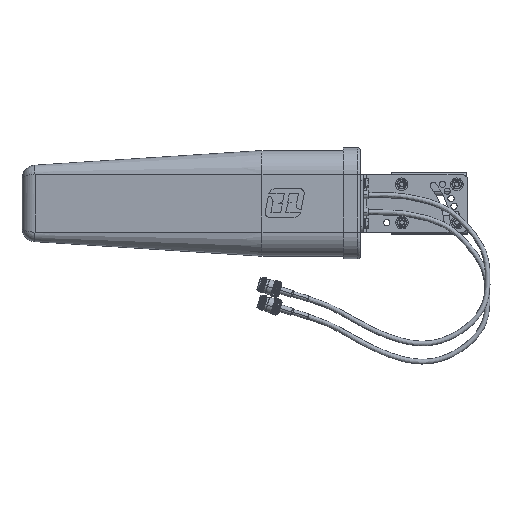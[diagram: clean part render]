
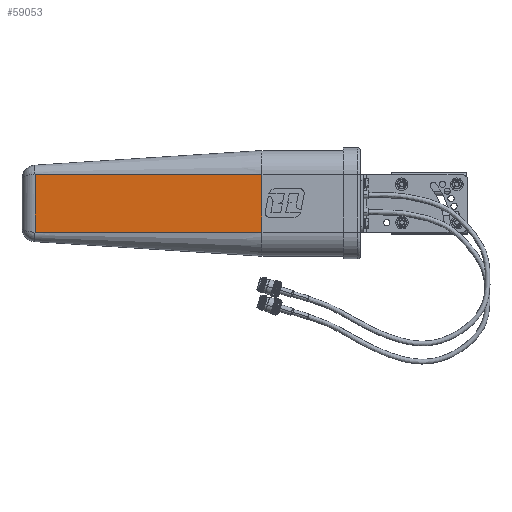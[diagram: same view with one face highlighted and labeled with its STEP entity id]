
A CAD part, top view. The second image highlights one B-rep face of the part: STEP entity #59053.
In plain terms, the highlighted face is planar.
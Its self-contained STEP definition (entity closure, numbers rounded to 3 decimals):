
#20 = CARTESIAN_POINT ( 'NONE',  ( 3146.401, 1744.301, 257.617 ) ) ;
#1481 = DIRECTION ( 'NONE',  ( 0., 1., 0. ) ) ;
#5503 = ORIENTED_EDGE ( 'NONE', *, *, #42709, .T. ) ;
#8631 = VERTEX_POINT ( 'NONE', #45772 ) ;
#9673 = CARTESIAN_POINT ( 'NONE',  ( 3141.358, 1744.301, 336.426 ) ) ;
#11345 = VECTOR ( 'NONE', #51353, 1000. ) ;
#15352 = LINE ( 'NONE', #15671, #11345 ) ;
#15671 = CARTESIAN_POINT ( 'NONE',  ( 3141.358, 1804.301, 336.426 ) ) ;
#22088 = CARTESIAN_POINT ( 'NONE',  ( 3156.489, 1804.301, 100. ) ) ;
#23000 = ORIENTED_EDGE ( 'NONE', *, *, #52682, .F. ) ;
#25284 = CARTESIAN_POINT ( 'NONE',  ( 3151.445, 1744.301, 178.809 ) ) ;
#25539 = AXIS2_PLACEMENT_3D ( 'NONE', #32730, #42122, #63449 ) ;
#26758 = LINE ( 'NONE', #47154, #57087 ) ;
#26784 = ORIENTED_EDGE ( 'NONE', *, *, #31583, .F. ) ;
#27094 = CARTESIAN_POINT ( 'NONE',  ( 3146.401, 1804.301, 257.617 ) ) ;
#31583 = EDGE_CURVE ( 'NONE', #46096, #8631, #61575, .T. ) ;
#32730 = CARTESIAN_POINT ( 'NONE',  ( 3156.489, 1804.301, 100. ) ) ;
#34706 = EDGE_CURVE ( 'NONE', #48071, #8631, #26758, .T. ) ;
#36857 = CARTESIAN_POINT ( 'NONE',  ( 3156.489, 1744.301, 100. ) ) ;
#37105 = CARTESIAN_POINT ( 'NONE',  ( 3141.358, 1804.301, 336.426 ) ) ;
#39082 = ORIENTED_EDGE ( 'NONE', *, *, #34706, .T. ) ;
#40348 = CARTESIAN_POINT ( 'NONE',  ( 3141.358, 1744.301, 336.426 ) ) ;
#40671 = CARTESIAN_POINT ( 'NONE',  ( 3141.358, 1804.301, 336.426 ) ) ;
#42122 = DIRECTION ( 'NONE',  ( 0.998, 0., 0.064 ) ) ;
#42437 = PLANE ( 'NONE',  #25539 ) ;
#42709 = EDGE_CURVE ( 'NONE', #46096, #43854, #15352, .T. ) ;
#43854 = VERTEX_POINT ( 'NONE', #40348 ) ;
#45772 = CARTESIAN_POINT ( 'NONE',  ( 3156.489, 1804.301, 100. ) ) ;
#46096 = VERTEX_POINT ( 'NONE', #40671 ) ;
#47154 = CARTESIAN_POINT ( 'NONE',  ( 3156.489, 1804.301, 100. ) ) ;
#47496 = CARTESIAN_POINT ( 'NONE',  ( 3151.445, 1804.301, 178.809 ) ) ;
#47789 = FACE_OUTER_BOUND ( 'NONE', #51622, .T. ) ;
#48071 = VERTEX_POINT ( 'NONE', #36857 ) ;
#51353 = DIRECTION ( 'NONE',  ( 0., -1., 0. ) ) ;
#51622 = EDGE_LOOP ( 'NONE', ( #26784, #5503, #23000, #39082 ) ) ;
#52682 = EDGE_CURVE ( 'NONE', #48071, #43854, #54146, .T. ) ;
#54111 = CARTESIAN_POINT ( 'NONE',  ( 3156.489, 1744.301, 100. ) ) ;
#54146 = B_SPLINE_CURVE_WITH_KNOTS ( 'NONE', 3,
 ( #54111, #25284, #20, #9673 ),
 .UNSPECIFIED., .F., .F.,
 ( 4, 4 ),
 ( 0., 1. ),
 .UNSPECIFIED. ) ;
#57087 = VECTOR ( 'NONE', #1481, 1000. ) ;
#59053 = ADVANCED_FACE ( 'NONE', ( #47789 ), #42437, .T. ) ;
#61575 = B_SPLINE_CURVE_WITH_KNOTS ( 'NONE', 3,
 ( #37105, #27094, #47496, #22088 ),
 .UNSPECIFIED., .F., .F.,
 ( 4, 4 ),
 ( 0., 1. ),
 .UNSPECIFIED. ) ;
#63449 = DIRECTION ( 'NONE',  ( 0.064, 0., -0.998 ) ) ;
